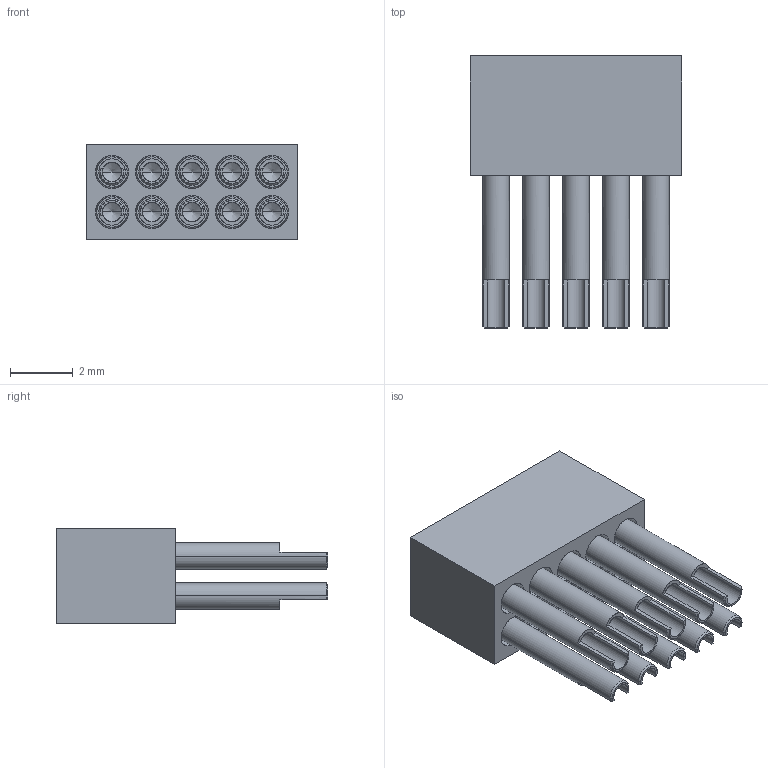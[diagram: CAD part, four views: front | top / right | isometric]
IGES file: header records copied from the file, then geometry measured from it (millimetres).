
Start section: SolidWorks IGES file using analytic representation for surfaces
Global section: file name: mill-max-853-13-010-10-003000.IGS; native system: SolidWorks 2014; preprocessor: SolidWorks 2014; author: keith_wheeler; date: 180406.141038; units: millimetre
Bounding box: 6.73 x 8.64 x 3.05 mm (x, y, z)
Surface area: 583.1 mm2 (no closed solid volume)
Topology: 0 solids, 0 shells, 376 faces, 3364 edges, 3324 vertices
Faces by surface type: revolution 290, bspline 86
